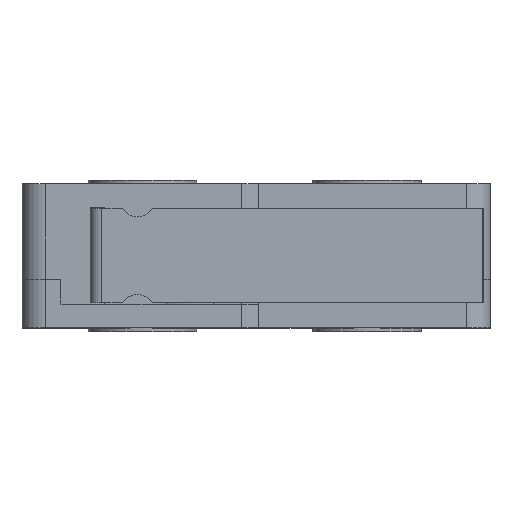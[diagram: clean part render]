
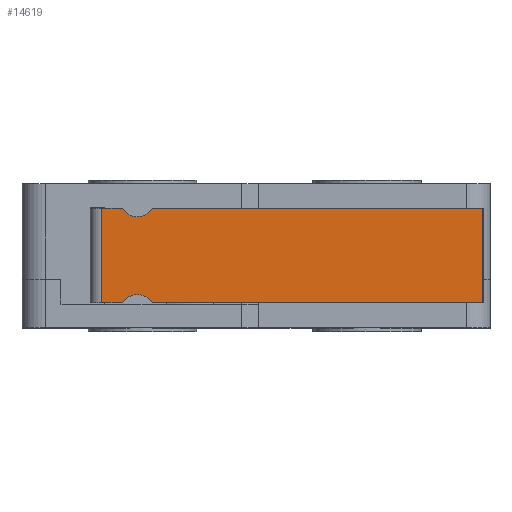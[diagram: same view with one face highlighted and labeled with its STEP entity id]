
A CAD part, top view. The second image highlights one B-rep face of the part: STEP entity #14619.
In plain terms, the highlighted planar face has unit normal (-0.013, 0, 1).
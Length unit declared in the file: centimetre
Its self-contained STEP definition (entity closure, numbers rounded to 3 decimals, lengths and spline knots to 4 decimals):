
#865=FACE_OUTER_BOUND('',#1675,.T.);
#1675=EDGE_LOOP('',(#9694,#9695,#9696,#9697,#9698,#9699,#9700,#9701));
#2540=CIRCLE('',#15450,0.075);
#2541=CIRCLE('',#15452,0.075);
#2627=LINE('',#19071,#4281);
#2638=LINE('',#19098,#4292);
#2668=LINE('',#19166,#4322);
#2669=LINE('',#19168,#4323);
#2670=LINE('',#19170,#4324);
#2671=LINE('',#19171,#4325);
#4281=VECTOR('',#16100,1.);
#4292=VECTOR('',#16117,1.);
#4322=VECTOR('',#16177,1.);
#4323=VECTOR('',#16178,1.);
#4324=VECTOR('',#16179,1.);
#4325=VECTOR('',#16180,1.);
#5936=VERTEX_POINT('',#19068);
#5937=VERTEX_POINT('',#19070);
#5949=VERTEX_POINT('',#19095);
#5950=VERTEX_POINT('',#19097);
#5971=VERTEX_POINT('',#19155);
#5972=VERTEX_POINT('',#19160);
#5974=VERTEX_POINT('',#19167);
#5975=VERTEX_POINT('',#19169);
#7406=EDGE_CURVE('',#5937,#5936,#2627,.T.);
#7419=EDGE_CURVE('',#5950,#5949,#2638,.T.);
#7450=EDGE_CURVE('',#5971,#5937,#2540,.T.);
#7452=EDGE_CURVE('',#5949,#5972,#2541,.T.);
#7454=EDGE_CURVE('',#5950,#5936,#2668,.T.);
#7455=EDGE_CURVE('',#5972,#5974,#2669,.T.);
#7456=EDGE_CURVE('',#5975,#5974,#2670,.T.);
#7457=EDGE_CURVE('',#5975,#5971,#2671,.T.);
#9694=ORIENTED_EDGE('',*,*,#7450,.T.);
#9695=ORIENTED_EDGE('',*,*,#7406,.T.);
#9696=ORIENTED_EDGE('',*,*,#7454,.F.);
#9697=ORIENTED_EDGE('',*,*,#7419,.T.);
#9698=ORIENTED_EDGE('',*,*,#7452,.T.);
#9699=ORIENTED_EDGE('',*,*,#7455,.T.);
#9700=ORIENTED_EDGE('',*,*,#7456,.F.);
#9701=ORIENTED_EDGE('',*,*,#7457,.T.);
#14098=PLANE('',#15454);
#14619=ADVANCED_FACE('',(#865),#14098,.T.);
#15450=AXIS2_PLACEMENT_3D('',#19158,#16166,#16167);
#15452=AXIS2_PLACEMENT_3D('',#19163,#16171,#16172);
#15454=AXIS2_PLACEMENT_3D('',#19165,#16175,#16176);
#16100=DIRECTION('',(-1.,0.,-0.013));
#16117=DIRECTION('',(1.,0.,0.013));
#16166=DIRECTION('center_axis',(0.013,0.,
-1.));
#16167=DIRECTION('ref_axis',(-1.,0.,-0.013));
#16171=DIRECTION('center_axis',(0.013,0.,
-1.));
#16172=DIRECTION('ref_axis',(-1.,0.,-0.013));
#16175=DIRECTION('center_axis',(-0.013,0.,
1.));
#16176=DIRECTION('ref_axis',(1.,0.,0.013));
#16177=DIRECTION('',(0.,1.,0.));
#16178=DIRECTION('',(1.,0.,0.013));
#16179=DIRECTION('',(0.,-1.,0.));
#16180=DIRECTION('',(-1.,0.,-0.013));
#19068=CARTESIAN_POINT('',(-0.1725,-0.105,0.8752));
#19070=CARTESIAN_POINT('',(-0.0859,-0.105,0.8764));
#19071=CARTESIAN_POINT('',(-0.1725,-0.105,0.8752));
#19095=CARTESIAN_POINT('',(-0.0859,-0.505,0.8764));
#19097=CARTESIAN_POINT('',(-0.1725,-0.505,0.8752));
#19098=CARTESIAN_POINT('',(-0.1725,-0.505,0.8752));
#19155=CARTESIAN_POINT('',(0.0409,-0.105,0.878));
#19158=CARTESIAN_POINT('Origin',(-0.0225,-0.065,
0.8772));
#19160=CARTESIAN_POINT('',(0.0409,-0.505,0.878));
#19163=CARTESIAN_POINT('Origin',(-0.0225,-0.545,0.8772));
#19165=CARTESIAN_POINT('Origin',(1.4404,-0.305,0.896));
#19166=CARTESIAN_POINT('',(-0.1725,-0.305,0.8752));
#19167=CARTESIAN_POINT('',(1.4404,-0.505,0.896));
#19168=CARTESIAN_POINT('',(-0.1725,-0.505,0.8752));
#19169=CARTESIAN_POINT('',(1.4404,-0.105,0.896));
#19170=CARTESIAN_POINT('',(1.4404,-0.305,0.896));
#19171=CARTESIAN_POINT('',(-0.1725,-0.105,0.8752));
